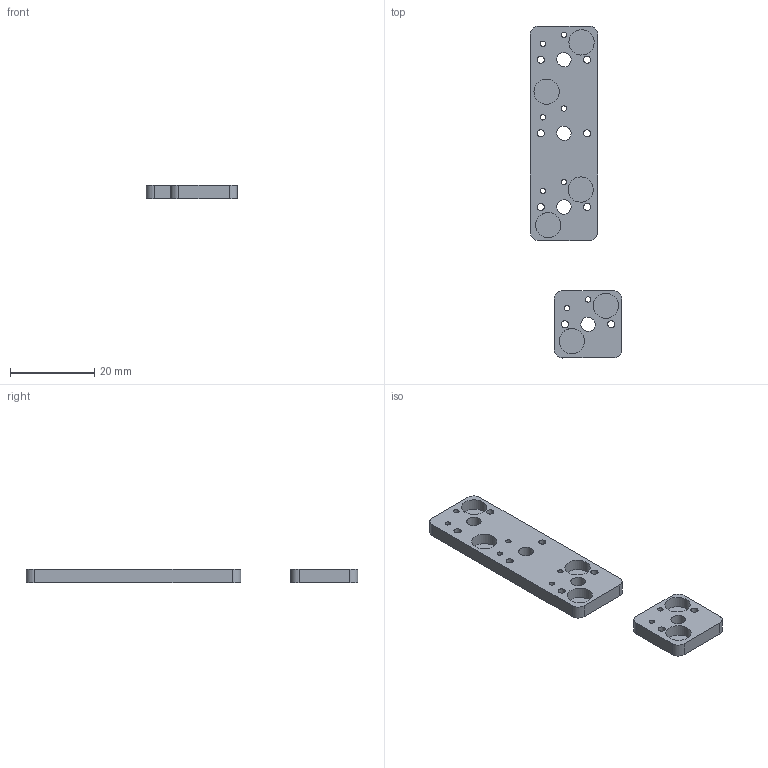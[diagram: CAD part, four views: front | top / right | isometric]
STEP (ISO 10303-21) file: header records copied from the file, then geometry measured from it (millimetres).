
FILE_DESCRIPTION(('HOOPS Exchange Step'),'2;1');
FILE_NAME('temp_export','2024-12-26T17:03:51+16:00',('puck'),('Shapr3D Limited'),'HOOPS Exchange 2024.6','Shapr3D','Authorized');
FILE_SCHEMA( ('AP242_MANAGED_MODEL_BASED_3D_ENGINEERING_MIM_LF {1 0 10303 442 1 1 4 }') );
Length unit declared in the file: millimetre
Products named in the file (1): root
Bounding box: 21.73 x 78.87 x 3.2 mm (x, y, z)
Volume: 2741.5 mm3; surface area: 3293.6 mm2
Topology: 2 solids, 2 shells, 54 faces, 172 edges, 128 vertices
Faces by surface type: cylinder 36, plane 18
Full cylindrical faces by diameter (mm): 1.27 x8, 1.702 x8, 3.429 x4, 6 x6
Entity records: 2143 total; most frequent: DIRECTION 396, CARTESIAN_POINT 356, ORIENTED_EDGE 344, EDGE_CURVE 172, AXIS2_PLACEMENT_3D 168, VERTEX_POINT 128, CIRCLE 112, EDGE_LOOP 100
